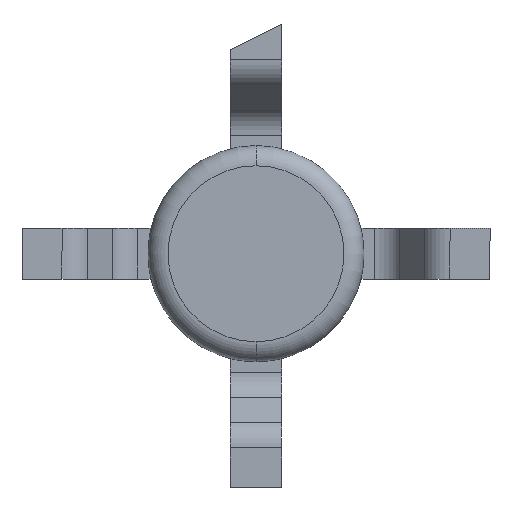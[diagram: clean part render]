
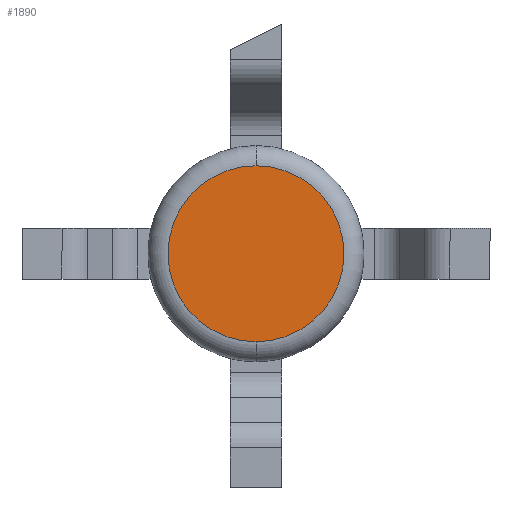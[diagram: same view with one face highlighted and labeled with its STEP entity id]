
A CAD part, front view. The second image highlights one B-rep face of the part: STEP entity #1890.
In plain terms, the highlighted planar face has unit normal (0, -1, 0).
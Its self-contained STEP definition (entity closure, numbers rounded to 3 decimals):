
#37 = CIRCLE ( 'NONE', #2528, 0.88 ) ;
#101 = DIRECTION ( 'NONE',  ( 0., 0., 1. ) ) ;
#224 = DIRECTION ( 'NONE',  ( 0., 0., 1. ) ) ;
#324 = CARTESIAN_POINT ( 'NONE',  ( 0., 0., 0.88 ) ) ;
#325 = ORIENTED_EDGE ( 'NONE', *, *, #833, .T. ) ;
#358 = DIRECTION ( 'NONE',  ( 0., -1., 0. ) ) ;
#552 = ORIENTED_EDGE ( 'NONE', *, *, #2506, .T. ) ;
#566 = CARTESIAN_POINT ( 'NONE',  ( 0., 0., 0. ) ) ;
#698 = CIRCLE ( 'NONE', #837, 0.88 ) ;
#722 = VERTEX_POINT ( 'NONE', #792 ) ;
#762 = CARTESIAN_POINT ( 'NONE',  ( 0., 0., 0. ) ) ;
#792 = CARTESIAN_POINT ( 'NONE',  ( 0., 0., -0.88 ) ) ;
#833 = EDGE_CURVE ( 'NONE', #722, #1675, #698, .T. ) ;
#837 = AXIS2_PLACEMENT_3D ( 'NONE', #762, #1656, #101 ) ;
#1401 = AXIS2_PLACEMENT_3D ( 'NONE', #2694, #1763, #224 ) ;
#1416 = DIRECTION ( 'NONE',  ( 0., 0., 1. ) ) ;
#1421 = EDGE_LOOP ( 'NONE', ( #552, #325 ) ) ;
#1656 = DIRECTION ( 'NONE',  ( 0., -1., 0. ) ) ;
#1675 = VERTEX_POINT ( 'NONE', #324 ) ;
#1763 = DIRECTION ( 'NONE',  ( 0., 1., 0. ) ) ;
#1775 = PLANE ( 'NONE',  #1401 ) ;
#1890 = ADVANCED_FACE ( 'NONE', ( #2223 ), #1775, .F. ) ;
#2223 = FACE_OUTER_BOUND ( 'NONE', #1421, .T. ) ;
#2506 = EDGE_CURVE ( 'NONE', #1675, #722, #37, .T. ) ;
#2528 = AXIS2_PLACEMENT_3D ( 'NONE', #566, #358, #1416 ) ;
#2694 = CARTESIAN_POINT ( 'NONE',  ( 0., 0., 0. ) ) ;
